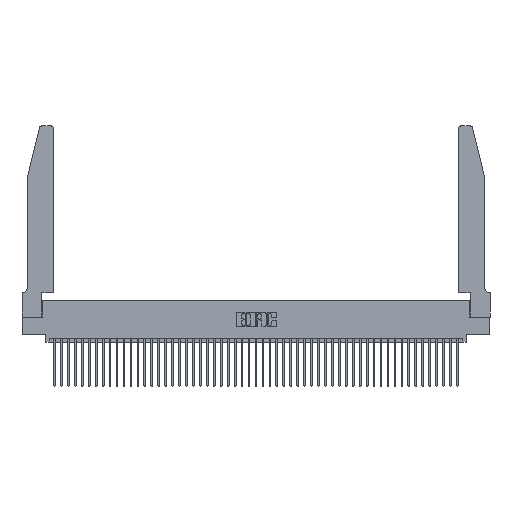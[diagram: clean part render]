
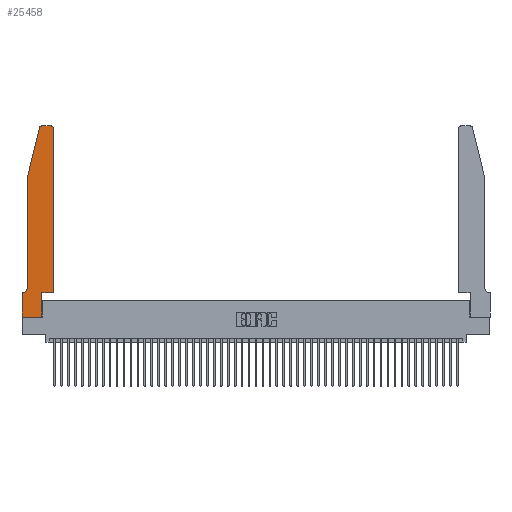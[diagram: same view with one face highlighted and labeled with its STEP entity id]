
A CAD part, top view. The second image highlights one B-rep face of the part: STEP entity #25458.
In plain terms, the highlighted planar face has unit normal (0, 0, 1).
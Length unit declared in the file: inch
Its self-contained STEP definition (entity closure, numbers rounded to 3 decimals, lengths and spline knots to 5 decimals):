
#106 = CARTESIAN_POINT ( 'NONE',  ( 0.0755, 0.35, 0.37 ) ) ;
#726 = VECTOR ( 'NONE', #43072, 39.37008 ) ;
#897 = ORIENTED_EDGE ( 'NONE', *, *, #48674, .T. ) ;
#1400 = VERTEX_POINT ( 'NONE', #23717 ) ;
#1799 = LINE ( 'NONE', #106, #44966 ) ;
#2358 = ORIENTED_EDGE ( 'NONE', *, *, #47509, .T. ) ;
#3026 = DIRECTION ( 'NONE',  ( 1., 0., 0. ) ) ;
#3890 = DIRECTION ( 'NONE',  ( -1., 0., 0. ) ) ;
#4273 = ORIENTED_EDGE ( 'NONE', *, *, #46300, .T. ) ;
#4751 = PLANE ( 'NONE',  #36680 ) ;
#5244 = EDGE_CURVE ( 'NONE', #7565, #19387, #18020, .T. ) ;
#5350 = DIRECTION ( 'NONE',  ( 1., 0., 0. ) ) ;
#5994 = CARTESIAN_POINT ( 'NONE',  ( 0., 0.35, 0.37 ) ) ;
#6008 = CARTESIAN_POINT ( 'NONE',  ( 0.4205, 2.72, 0.37 ) ) ;
#6213 = VECTOR ( 'NONE', #30984, 39.37008 ) ;
#6326 = LINE ( 'NONE', #43901, #18764 ) ;
#7120 = EDGE_CURVE ( 'NONE', #26360, #23962, #36791, .T. ) ;
#7357 = AXIS2_PLACEMENT_3D ( 'NONE', #11339, #9650, #5350 ) ;
#7565 = VERTEX_POINT ( 'NONE', #42487 ) ;
#7570 = VECTOR ( 'NONE', #3026, 39.37008 ) ;
#9003 = ORIENTED_EDGE ( 'NONE', *, *, #46289, .T. ) ;
#9324 = DIRECTION ( 'NONE',  ( 1., 0., 0. ) ) ;
#9650 = DIRECTION ( 'NONE',  ( 0., 0., 1. ) ) ;
#9821 = DIRECTION ( 'NONE',  ( 1., 0., 0. ) ) ;
#10835 = EDGE_CURVE ( 'NONE', #43369, #7565, #24942, .T. ) ;
#11339 = CARTESIAN_POINT ( 'NONE',  ( 0.284, 2.72, 0.37 ) ) ;
#11373 = ORIENTED_EDGE ( 'NONE', *, *, #10835, .T. ) ;
#12639 = CARTESIAN_POINT ( 'NONE',  ( 0.4505, 0.35, 0.37 ) ) ;
#12667 = DIRECTION ( 'NONE',  ( 0., -1., 0. ) ) ;
#14818 = CARTESIAN_POINT ( 'NONE',  ( 0.4205, 2.75, 0.37 ) ) ;
#16328 = DIRECTION ( 'NONE',  ( -1., 0., 0. ) ) ;
#16598 = CARTESIAN_POINT ( 'NONE',  ( 0.2865, 0.35, 0.37 ) ) ;
#16740 = ORIENTED_EDGE ( 'NONE', *, *, #32189, .T. ) ;
#17801 = VECTOR ( 'NONE', #35690, 39.37008 ) ;
#17920 = VERTEX_POINT ( 'NONE', #44424 ) ;
#18020 = LINE ( 'NONE', #35105, #6213 ) ;
#18557 = VERTEX_POINT ( 'NONE', #40581 ) ;
#18764 = VECTOR ( 'NONE', #40253, 39.37008 ) ;
#18974 = AXIS2_PLACEMENT_3D ( 'NONE', #6008, #25330, #9821 ) ;
#18997 = EDGE_CURVE ( 'NONE', #34629, #17920, #35472, .T. ) ;
#19387 = VERTEX_POINT ( 'NONE', #46295 ) ;
#22049 = CARTESIAN_POINT ( 'NONE',  ( 0.0055, 0.35, 0.37 ) ) ;
#22595 = CIRCLE ( 'NONE', #23750, 0.07 ) ;
#22625 = VECTOR ( 'NONE', #27549, 39.37008 ) ;
#23717 = CARTESIAN_POINT ( 'NONE',  ( 0.2865, 0.35, 0.37 ) ) ;
#23750 = AXIS2_PLACEMENT_3D ( 'NONE', #27593, #31345, #16328 ) ;
#23962 = VERTEX_POINT ( 'NONE', #29171 ) ;
#24000 = VERTEX_POINT ( 'NONE', #22049 ) ;
#24772 = CARTESIAN_POINT ( 'NONE',  ( 0.4505, 0.35, 0.37 ) ) ;
#24942 = CIRCLE ( 'NONE', #7357, 0.03 ) ;
#25330 = DIRECTION ( 'NONE',  ( 0., 0., 1. ) ) ;
#25458 = ADVANCED_FACE ( 'NONE', ( #37022 ), #4751, .T. ) ;
#26360 = VERTEX_POINT ( 'NONE', #24772 ) ;
#27549 = DIRECTION ( 'NONE',  ( 0., 1., 0. ) ) ;
#27593 = CARTESIAN_POINT ( 'NONE',  ( 0.0055, 0.42, 0.37 ) ) ;
#27657 = EDGE_CURVE ( 'NONE', #18557, #1400, #45693, .T. ) ;
#28389 = LINE ( 'NONE', #35771, #43775 ) ;
#29171 = CARTESIAN_POINT ( 'NONE',  ( 0.4505, 2.72, 0.37 ) ) ;
#30668 = EDGE_LOOP ( 'NONE', ( #4273, #11373, #46556, #32620, #897, #16740, #32885, #9003, #31184, #40354, #40266, #2358 ) ) ;
#30984 = DIRECTION ( 'NONE',  ( -0.239, -0.971, 0. ) ) ;
#31184 = ORIENTED_EDGE ( 'NONE', *, *, #27657, .T. ) ;
#31345 = DIRECTION ( 'NONE',  ( 0., 0., -1. ) ) ;
#32115 = CARTESIAN_POINT ( 'NONE',  ( 0.2605, 2.75, 0.37 ) ) ;
#32189 = EDGE_CURVE ( 'NONE', #24000, #34629, #1799, .T. ) ;
#32620 = ORIENTED_EDGE ( 'NONE', *, *, #38931, .T. ) ;
#32875 = CARTESIAN_POINT ( 'NONE',  ( 0.0755, 0.42, 0.37 ) ) ;
#32885 = ORIENTED_EDGE ( 'NONE', *, *, #18997, .T. ) ;
#33505 = VECTOR ( 'NONE', #47656, 39.37008 ) ;
#34453 = EDGE_CURVE ( 'NONE', #1400, #26360, #41878, .T. ) ;
#34629 = VERTEX_POINT ( 'NONE', #42711 ) ;
#34974 = VERTEX_POINT ( 'NONE', #14818 ) ;
#35105 = CARTESIAN_POINT ( 'NONE',  ( 0.0755, 2., 0.37 ) ) ;
#35472 = LINE ( 'NONE', #42871, #17801 ) ;
#35690 = DIRECTION ( 'NONE',  ( 0., -1., 0. ) ) ;
#35719 = DIRECTION ( 'NONE',  ( 0., 0., 1. ) ) ;
#35759 = CIRCLE ( 'NONE', #18974, 0.03 ) ;
#35771 = CARTESIAN_POINT ( 'NONE',  ( 0.0755, 2., 0.37 ) ) ;
#36680 = AXIS2_PLACEMENT_3D ( 'NONE', #5994, #35719, #9324 ) ;
#36791 = LINE ( 'NONE', #12639, #22625 ) ;
#37022 = FACE_OUTER_BOUND ( 'NONE', #30668, .T. ) ;
#38931 = EDGE_CURVE ( 'NONE', #19387, #45005, #28389, .T. ) ;
#40253 = DIRECTION ( 'NONE',  ( 1., 0., 0. ) ) ;
#40266 = ORIENTED_EDGE ( 'NONE', *, *, #7120, .T. ) ;
#40354 = ORIENTED_EDGE ( 'NONE', *, *, #34453, .T. ) ;
#40576 = CARTESIAN_POINT ( 'NONE',  ( 0.284, 2.75, 0.37 ) ) ;
#40581 = CARTESIAN_POINT ( 'NONE',  ( 0.2865, 0., 0.37 ) ) ;
#41878 = LINE ( 'NONE', #43554, #7570 ) ;
#42487 = CARTESIAN_POINT ( 'NONE',  ( 0.25487, 2.72718, 0.37 ) ) ;
#42711 = CARTESIAN_POINT ( 'NONE',  ( 0., 0.35, 0.37 ) ) ;
#42871 = CARTESIAN_POINT ( 'NONE',  ( 0., 0., 0.37 ) ) ;
#43072 = DIRECTION ( 'NONE',  ( 0., 1., 0. ) ) ;
#43369 = VERTEX_POINT ( 'NONE', #40576 ) ;
#43554 = CARTESIAN_POINT ( 'NONE',  ( 0.4505, 0.35, 0.37 ) ) ;
#43775 = VECTOR ( 'NONE', #12667, 39.37008 ) ;
#43901 = CARTESIAN_POINT ( 'NONE',  ( 0., 0., 0.37 ) ) ;
#44424 = CARTESIAN_POINT ( 'NONE',  ( 0., 0., 0.37 ) ) ;
#44966 = VECTOR ( 'NONE', #3890, 39.37008 ) ;
#45005 = VERTEX_POINT ( 'NONE', #32875 ) ;
#45382 = LINE ( 'NONE', #32115, #33505 ) ;
#45693 = LINE ( 'NONE', #16598, #726 ) ;
#46289 = EDGE_CURVE ( 'NONE', #17920, #18557, #6326, .T. ) ;
#46295 = CARTESIAN_POINT ( 'NONE',  ( 0.0755, 2., 0.37 ) ) ;
#46300 = EDGE_CURVE ( 'NONE', #34974, #43369, #45382, .T. ) ;
#46556 = ORIENTED_EDGE ( 'NONE', *, *, #5244, .T. ) ;
#47509 = EDGE_CURVE ( 'NONE', #23962, #34974, #35759, .T. ) ;
#47656 = DIRECTION ( 'NONE',  ( -1., 0., 0. ) ) ;
#48674 = EDGE_CURVE ( 'NONE', #45005, #24000, #22595, .T. ) ;
